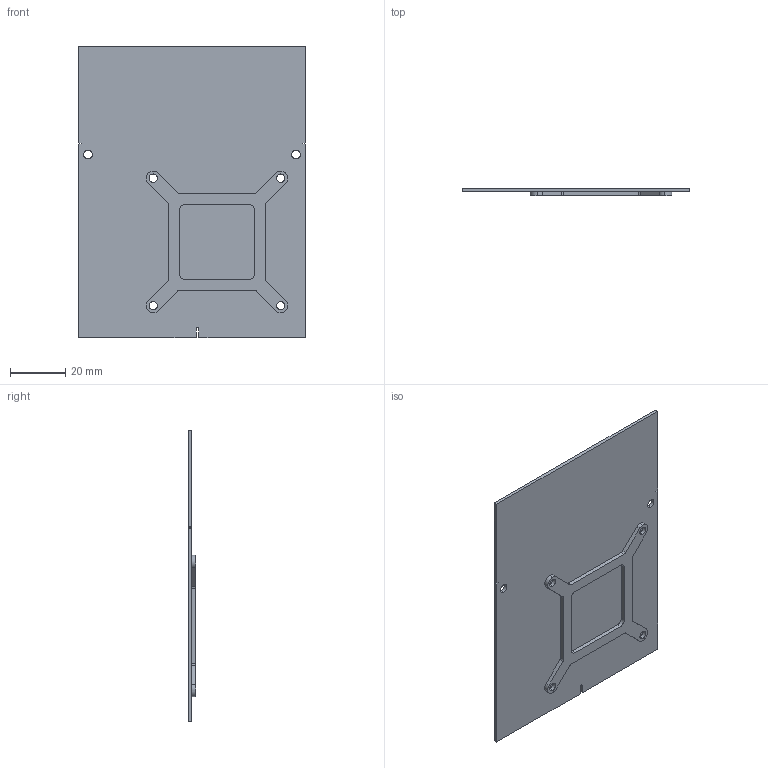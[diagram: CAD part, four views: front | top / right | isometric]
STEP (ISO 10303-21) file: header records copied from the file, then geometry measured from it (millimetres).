
FILE_DESCRIPTION (( 'STEP AP214' ), '1' );
FILE_NAME ('MXM 3.1B Card.step', '2024-08-18T06:10:52+00:00', 'Stefan Hamminga', '', '', '', '');
FILE_SCHEMA (( 'AUTOMOTIVE_DESIGN' ));
Length unit declared in the file: millimetre
Products named in the file (1): MXM 3.1B Card
Bounding box: 82 x 2.7 x 105 mm (x, y, z)
Volume: 11310.6 mm3; surface area: 19586.5 mm2
Topology: 2 solids, 2 shells, 72 faces, 204 edges, 136 vertices
Faces by surface type: cylinder 39, plane 33
Entity records: 2453 total; most frequent: DIRECTION 428, CARTESIAN_POINT 413, ORIENTED_EDGE 408, EDGE_CURVE 204, AXIS2_PLACEMENT_3D 151, VERTEX_POINT 136, VECTOR 126, LINE 126
